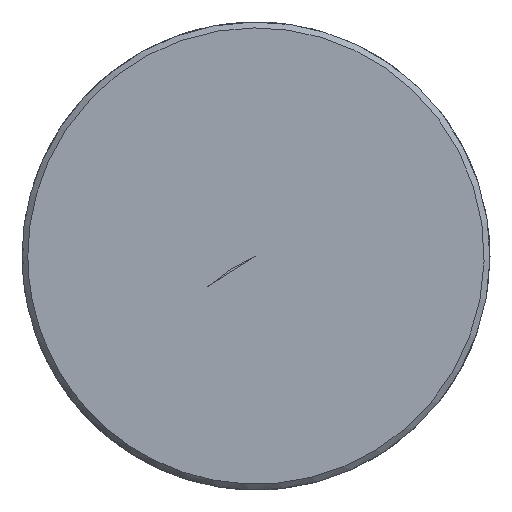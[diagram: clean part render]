
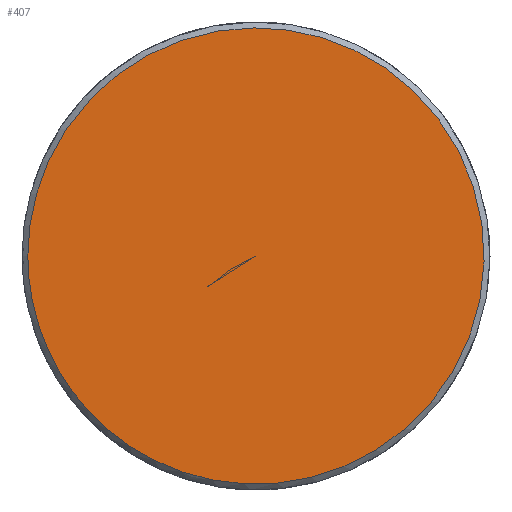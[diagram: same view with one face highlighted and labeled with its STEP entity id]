
A CAD part, left-side view. The second image highlights one B-rep face of the part: STEP entity #407.
In plain terms, the highlighted free-form (B-spline) face has degree [5, 1] with [6, 2] control points.
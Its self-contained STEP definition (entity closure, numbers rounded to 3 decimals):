
#335 = CARTESIAN_POINT ('', (-135., 9.75, 0.));
#336 = VERTEX_POINT ('', #335);
#346 = CARTESIAN_POINT ('', (-135., 9.75, 0.));
#347 = CARTESIAN_POINT ('', (-135., 9.75, 39.));
#348 = CARTESIAN_POINT ('', (-135., -29.25, 19.5));
#349 = CARTESIAN_POINT ('', (-135., -29.25, -19.5));
#350 = CARTESIAN_POINT ('', (-135., 9.75, -39.));
#351 = CARTESIAN_POINT ('', (-135., 9.75, 0.));
#352 = (
   BOUNDED_CURVE ()
   B_SPLINE_CURVE (5, (#346, #347, #348, #349, #350, #351), .UNSPECIFIED., .T., .U.)
   B_SPLINE_CURVE_WITH_KNOTS ((6, 6), (0., 1.), .UNSPECIFIED.)
   CURVE ()
   GEOMETRIC_REPRESENTATION_ITEM ()
   RATIONAL_B_SPLINE_CURVE ((5., 1., 1., 1., 1., 5.))
   REPRESENTATION_ITEM ('')
);
#353 = EDGE_CURVE ('', #336, #336, #352, .T.);
#383 = CARTESIAN_POINT ('', (-135., 0., 0.));
#384 = VERTEX_POINT ('', #383);
#385 = CARTESIAN_POINT ('', (-135., 9.75, 0.));
#386 = CARTESIAN_POINT ('', (-135., 0., 0.));
#387 = B_SPLINE_CURVE_WITH_KNOTS ('', 1, (#385, #386), .UNSPECIFIED., .F., .U., (2, 2), (0., 1.), .UNSPECIFIED.);
#388 = EDGE_CURVE ('', #336, #384, #387, .T.);
#389 = ORIENTED_EDGE ('', *, *, #388, .F.);
#390 = ORIENTED_EDGE ('', *, *, #353, .T.);
#391 = ORIENTED_EDGE ('', *, *, #388, .T.);
#392 = EDGE_LOOP ('', (#389, #390, #391));
#393 = FACE_OUTER_BOUND ('', #392, .F.);
#394 = CARTESIAN_POINT ('', (-135., 9.75, 0.));
#395 = CARTESIAN_POINT ('', (-135., 0., 0.));
#396 = CARTESIAN_POINT ('', (-135., 9.75, 39.));
#397 = CARTESIAN_POINT ('', (-135., 0., 0.));
#398 = CARTESIAN_POINT ('', (-135., -29.25, 19.5));
#399 = CARTESIAN_POINT ('', (-135., 0., 0.));
#400 = CARTESIAN_POINT ('', (-135., -29.25, -19.5));
#401 = CARTESIAN_POINT ('', (-135., 0., 0.));
#402 = CARTESIAN_POINT ('', (-135., 9.75, -39.));
#403 = CARTESIAN_POINT ('', (-135., 0., 0.));
#404 = CARTESIAN_POINT ('', (-135., 9.75, 0.));
#405 = CARTESIAN_POINT ('', (-135., 0., 0.));
#406 = (
   BOUNDED_SURFACE ()
   B_SPLINE_SURFACE (5, 1, ((#394, #395), (#396, #397), (#398, #399), (#400, #401), (#402, #403), (#404, #405)), .UNSPECIFIED., .T., .F., .U.)
   B_SPLINE_SURFACE_WITH_KNOTS ((6, 6), (2, 2), (0., 1.), (0., 1.), .UNSPECIFIED.)
   SURFACE ()
   GEOMETRIC_REPRESENTATION_ITEM ()
   RATIONAL_B_SPLINE_SURFACE (((5., 5.), (1., 1.), (1., 1.), (1., 1.), (1., 1.), (5., 5.)))
   REPRESENTATION_ITEM ('')
);
#407 = ADVANCED_FACE ('', (#393), #406, .F.);
